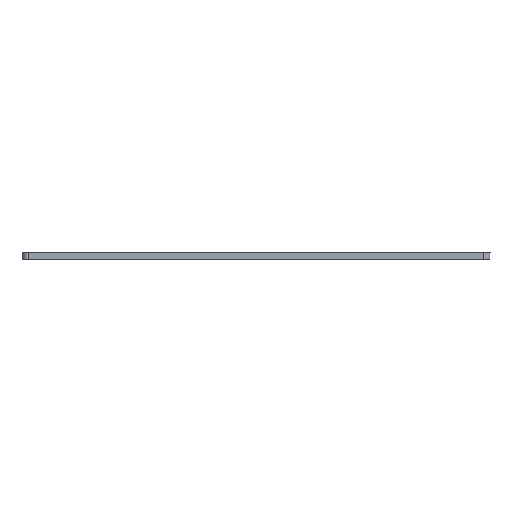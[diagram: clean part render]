
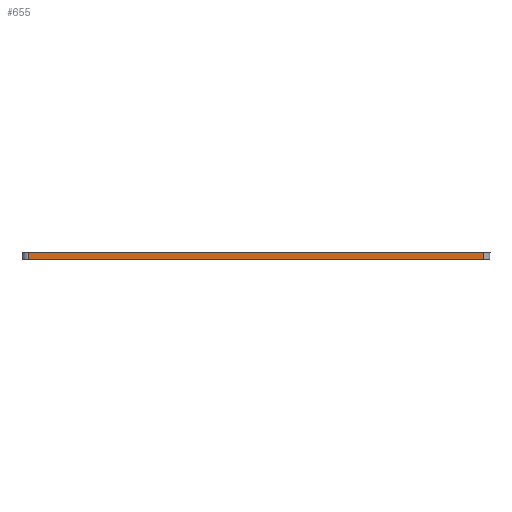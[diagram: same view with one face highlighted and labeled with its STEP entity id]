
A CAD part, top view. The second image highlights one B-rep face of the part: STEP entity #655.
In plain terms, the highlighted planar face has unit normal (0, 0, 1).
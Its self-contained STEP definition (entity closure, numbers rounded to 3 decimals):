
#21 = VERTEX_POINT ( 'NONE', #2167 ) ;
#31 = CARTESIAN_POINT ( 'NONE',  ( -7.041, 53.982, 156.168 ) ) ;
#61 = EDGE_CURVE ( 'NONE', #1924, #21, #3107, .T. ) ;
#128 = VECTOR ( 'NONE', #2841, 1000. ) ;
#181 = FACE_OUTER_BOUND ( 'NONE', #268, .T. ) ;
#268 = EDGE_LOOP ( 'NONE', ( #1230, #3684, #1212, #2091 ) ) ;
#270 = CARTESIAN_POINT ( 'NONE',  ( -7.041, 53.982, 156.168 ) ) ;
#454 = CARTESIAN_POINT ( 'NONE',  ( 119.592, 53.982, 156.168 ) ) ;
#655 = ADVANCED_FACE ( 'NONE', ( #181 ), #1310, .F. ) ;
#700 = EDGE_CURVE ( 'NONE', #2037, #21, #2156, .T. ) ;
#709 = DIRECTION ( 'NONE',  ( -1., 0., 0. ) ) ;
#767 = CARTESIAN_POINT ( 'NONE',  ( 119.592, 53.982, 156.168 ) ) ;
#797 = CARTESIAN_POINT ( 'NONE',  ( 119.592, 53.982, 156.168 ) ) ;
#1212 = ORIENTED_EDGE ( 'NONE', *, *, #2028, .F. ) ;
#1230 = ORIENTED_EDGE ( 'NONE', *, *, #700, .T. ) ;
#1265 = VERTEX_POINT ( 'NONE', #1637 ) ;
#1310 = PLANE ( 'NONE',  #2904 ) ;
#1637 = CARTESIAN_POINT ( 'NONE',  ( 119.592, 53.982, 156.168 ) ) ;
#1705 = LINE ( 'NONE', #797, #128 ) ;
#1924 = VERTEX_POINT ( 'NONE', #31 ) ;
#2028 = EDGE_CURVE ( 'NONE', #1265, #1924, #2739, .T. ) ;
#2037 = VERTEX_POINT ( 'NONE', #2086 ) ;
#2086 = CARTESIAN_POINT ( 'NONE',  ( 119.592, 55.982, 156.168 ) ) ;
#2091 = ORIENTED_EDGE ( 'NONE', *, *, #3244, .T. ) ;
#2156 = LINE ( 'NONE', #3278, #3639 ) ;
#2167 = CARTESIAN_POINT ( 'NONE',  ( -7.041, 55.982, 156.168 ) ) ;
#2207 = DIRECTION ( 'NONE',  ( 0., 0., -1. ) ) ;
#2235 = DIRECTION ( 'NONE',  ( 0., 1., 0. ) ) ;
#2431 = VECTOR ( 'NONE', #2235, 1000. ) ;
#2739 = LINE ( 'NONE', #454, #3126 ) ;
#2841 = DIRECTION ( 'NONE',  ( 0., 1., 0. ) ) ;
#2904 = AXIS2_PLACEMENT_3D ( 'NONE', #767, #2207, #3334 ) ;
#3107 = LINE ( 'NONE', #270, #2431 ) ;
#3126 = VECTOR ( 'NONE', #3602, 1000. ) ;
#3244 = EDGE_CURVE ( 'NONE', #1265, #2037, #1705, .T. ) ;
#3278 = CARTESIAN_POINT ( 'NONE',  ( 119.592, 55.982, 156.168 ) ) ;
#3334 = DIRECTION ( 'NONE',  ( -1., 0., 0. ) ) ;
#3602 = DIRECTION ( 'NONE',  ( -1., 0., 0. ) ) ;
#3639 = VECTOR ( 'NONE', #709, 1000. ) ;
#3684 = ORIENTED_EDGE ( 'NONE', *, *, #61, .F. ) ;
